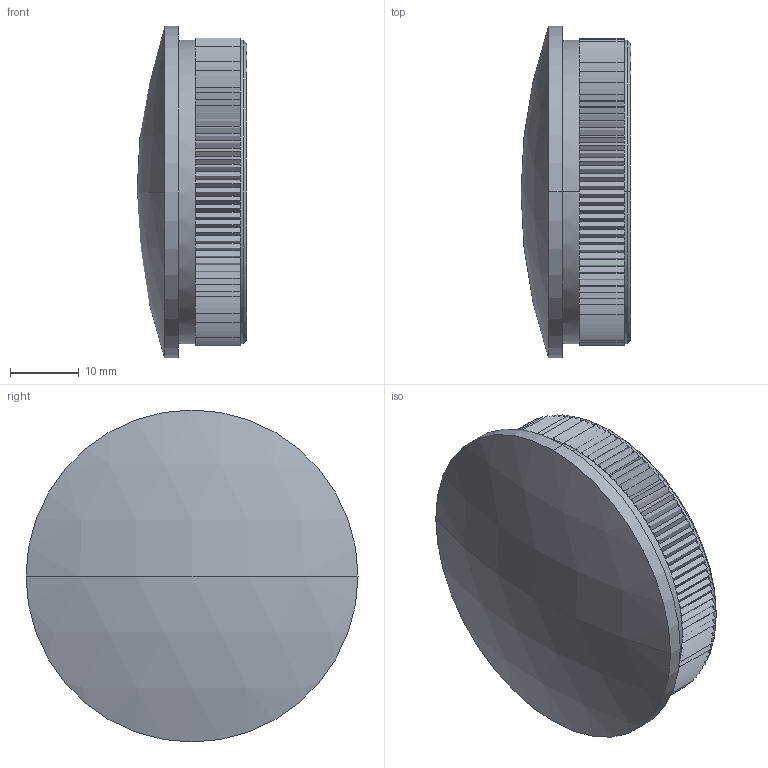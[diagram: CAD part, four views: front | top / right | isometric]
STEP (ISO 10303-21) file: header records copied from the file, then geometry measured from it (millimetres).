
FILE_DESCRIPTION (( 'STEP AP203' ), '1' );
FILE_NAME ('A_5729-248.STEP', '2019-09-23T12:20:04', ( '' ), ( '' ), 'SwSTEP 2.0', 'SolidWorks 2019', '' );
FILE_SCHEMA (( 'CONFIG_CONTROL_DESIGN' ));
Length unit declared in the file: millimetre
Products named in the file (1): A_5729-248
Bounding box: 16 x 48.3 x 48.3 mm (x, y, z)
Volume: 7362.4 mm3; surface area: 7391.3 mm2
Topology: 1 solids, 1 shells, 927 faces, 2243 edges, 1308 vertices
Faces by surface type: plane 712, cylinder 143, bspline 44, torus 20, sphere 6, cone 2
Entity records: 27866 total; most frequent: CARTESIAN_POINT 6171, DIRECTION 4707, ORIENTED_EDGE 4462, EDGE_CURVE 2231, AXIS2_PLACEMENT_3D 1692, VECTOR 1323, LINE 1323, VERTEX_POINT 1308
